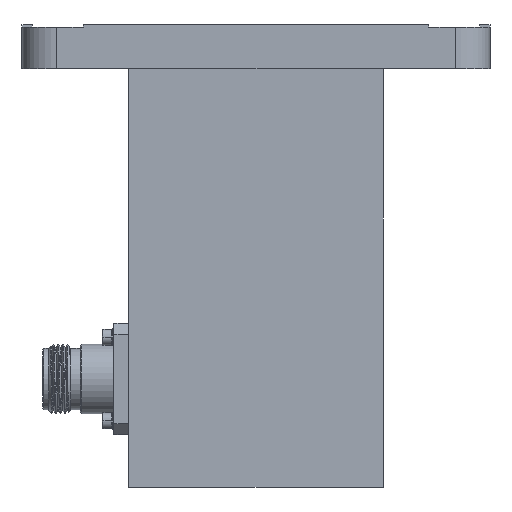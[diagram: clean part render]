
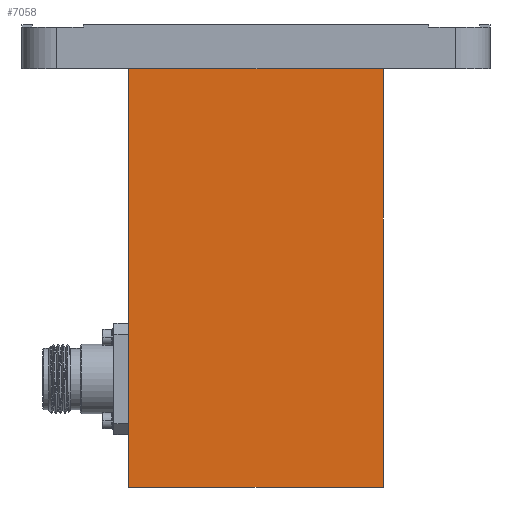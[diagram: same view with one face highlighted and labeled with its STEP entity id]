
A CAD part, left-side view. The second image highlights one B-rep face of the part: STEP entity #7058.
In plain terms, the highlighted planar face has unit normal (-1, 0, 0).
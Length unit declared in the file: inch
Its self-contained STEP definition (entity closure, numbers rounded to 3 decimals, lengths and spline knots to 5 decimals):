
#131 = CARTESIAN_POINT ( 'NONE',  ( -2.215, -1.14, -0.375 ) ) ;
#264 = CARTESIAN_POINT ( 'NONE',  ( -2.215, -1.14, -4.12 ) ) ;
#480 = ORIENTED_EDGE ( 'NONE', *, *, #4236, .T. ) ;
#484 = DIRECTION ( 'NONE',  ( 0., 0., 1. ) ) ;
#563 = CARTESIAN_POINT ( 'NONE',  ( -2.215, -1.14, -4.12 ) ) ;
#640 = LINE ( 'NONE', #563, #5254 ) ;
#825 = VECTOR ( 'NONE', #1101, 39.37008 ) ;
#1101 = DIRECTION ( 'NONE',  ( 0., 1., 0. ) ) ;
#1135 = DIRECTION ( 'NONE',  ( 0., -1., 0. ) ) ;
#1175 = DIRECTION ( 'NONE',  ( 0., 0., 1. ) ) ;
#1500 = VERTEX_POINT ( 'NONE', #2858 ) ;
#1658 = CARTESIAN_POINT ( 'NONE',  ( -2.215, -1.14, -4.12 ) ) ;
#2858 = CARTESIAN_POINT ( 'NONE',  ( -2.215, 1.14, -4.12 ) ) ;
#3241 = EDGE_CURVE ( 'NONE', #5422, #3367, #640, .T. ) ;
#3367 = VERTEX_POINT ( 'NONE', #131 ) ;
#3489 = VECTOR ( 'NONE', #1135, 39.37008 ) ;
#3604 = ORIENTED_EDGE ( 'NONE', *, *, #5563, .F. ) ;
#3803 = DIRECTION ( 'NONE',  ( -1., 0., 0. ) ) ;
#4055 = VECTOR ( 'NONE', #1175, 39.37008 ) ;
#4236 = EDGE_CURVE ( 'NONE', #3367, #4397, #4259, .T. ) ;
#4256 = LINE ( 'NONE', #264, #3489 ) ;
#4259 = LINE ( 'NONE', #6200, #825 ) ;
#4397 = VERTEX_POINT ( 'NONE', #6920 ) ;
#5027 = FACE_OUTER_BOUND ( 'NONE', #5526, .T. ) ;
#5254 = VECTOR ( 'NONE', #7091, 39.37008 ) ;
#5422 = VERTEX_POINT ( 'NONE', #1658 ) ;
#5526 = EDGE_LOOP ( 'NONE', ( #8205, #480, #3604, #6046 ) ) ;
#5563 = EDGE_CURVE ( 'NONE', #1500, #4397, #7081, .T. ) ;
#6046 = ORIENTED_EDGE ( 'NONE', *, *, #7426, .T. ) ;
#6200 = CARTESIAN_POINT ( 'NONE',  ( -2.215, 0., -0.375 ) ) ;
#6920 = CARTESIAN_POINT ( 'NONE',  ( -2.215, 1.14, -0.375 ) ) ;
#7058 = ADVANCED_FACE ( 'NONE', ( #5027 ), #7611, .T. ) ;
#7081 = LINE ( 'NONE', #7668, #4055 ) ;
#7091 = DIRECTION ( 'NONE',  ( 0., 0., 1. ) ) ;
#7135 = AXIS2_PLACEMENT_3D ( 'NONE', #8162, #3803, #484 ) ;
#7426 = EDGE_CURVE ( 'NONE', #1500, #5422, #4256, .T. ) ;
#7611 = PLANE ( 'NONE',  #7135 ) ;
#7668 = CARTESIAN_POINT ( 'NONE',  ( -2.215, 1.14, -4.12 ) ) ;
#8162 = CARTESIAN_POINT ( 'NONE',  ( -2.215, -1.14, -4.12 ) ) ;
#8205 = ORIENTED_EDGE ( 'NONE', *, *, #3241, .T. ) ;
